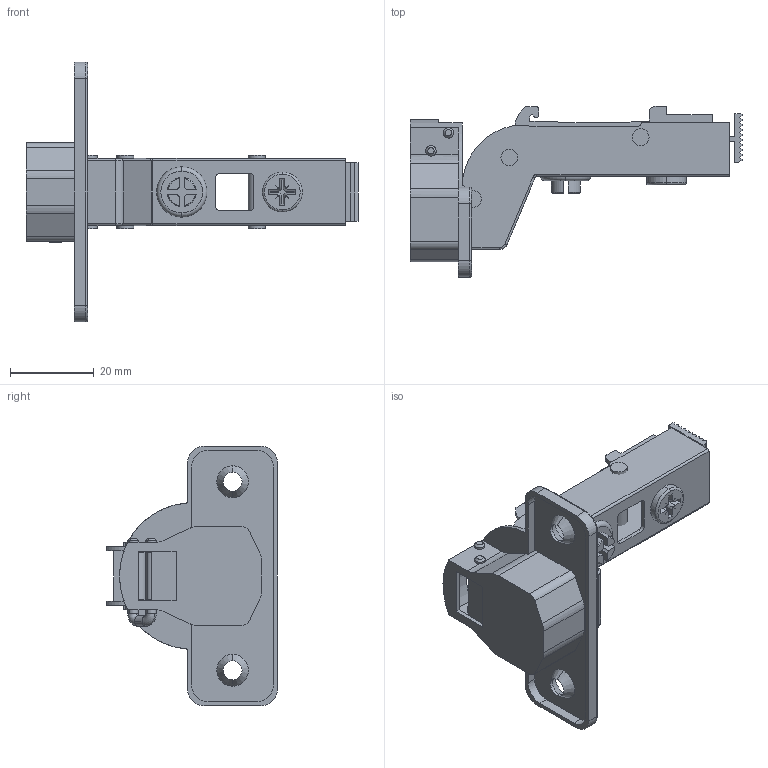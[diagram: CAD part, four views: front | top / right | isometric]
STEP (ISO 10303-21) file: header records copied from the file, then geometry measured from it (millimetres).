
FILE_DESCRIPTION (( 'STEP AP214' ), '1' );
FILE_NAME ('F000024,F000025-CLOSE_3D.step', '2022-06-06T12:49:46', ( '' ), ( '' ), 'SwSTEP 2.0', 'SolidWorks 2020', '' );
FILE_SCHEMA (( 'AUTOMOTIVE_DESIGN' ));
Length unit declared in the file: millimetre
Products named in the file (6): Vidlice; Miska; 鋀p; F000024,F000025-CLOSE_3D; Raminko vlozeny NC50; Spoj raminka miska
Assembly tree (8 placements, depth 2):
  F000024,F000025-CLOSE_3D
    Raminko vlozeny NC50
    Spoj raminka miska
    Miska
    Vidlice
    鋀p  x4
Bounding box: 79.25 x 40.81 x 62 mm (x, y, z)
Volume: 8611.1 mm3; surface area: 16914.2 mm2
Topology: 11 solids, 11 shells, 417 faces, 1122 edges, 724 vertices
Faces by surface type: plane 216, cylinder 150, torus 22, cone 16, bspline 10, sphere 3
Entity records: 13352 total; most frequent: CARTESIAN_POINT 2684, ORIENTED_EDGE 2200, DIRECTION 2173, EDGE_CURVE 1100, AXIS2_PLACEMENT_3D 739, VERTEX_POINT 712, LINE 695, VECTOR 695
